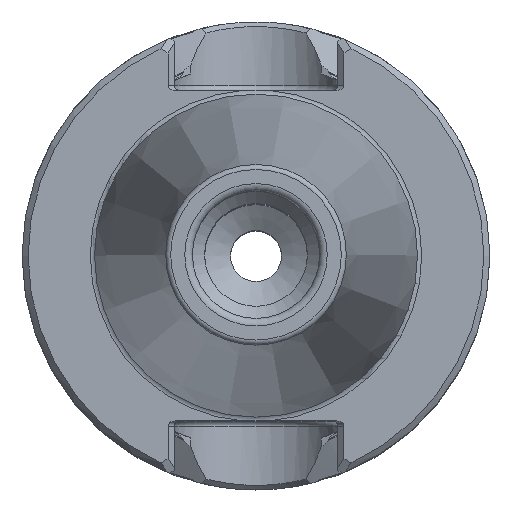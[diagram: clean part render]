
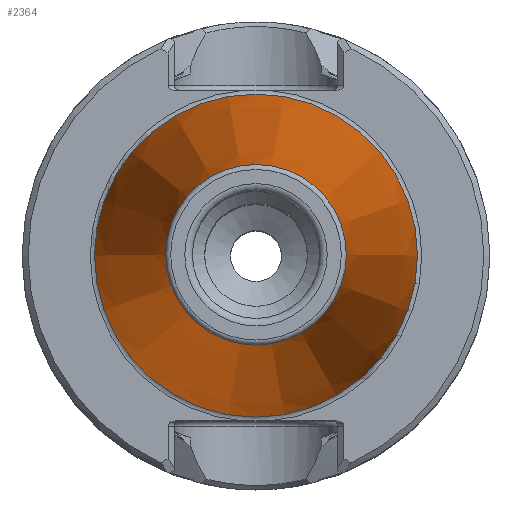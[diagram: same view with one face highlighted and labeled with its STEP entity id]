
A CAD part, top view. The second image highlights one B-rep face of the part: STEP entity #2364.
In plain terms, the highlighted conical face has half-angle 8.297 degrees and reference radius 8.879 mm.
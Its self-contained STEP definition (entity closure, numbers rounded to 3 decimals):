
#255=CONICAL_SURFACE('',#2523,8.879,0.145);
#371=ORIENTED_EDGE('',*,*,#784,.T.);
#372=ORIENTED_EDGE('',*,*,#783,.F.);
#783=EDGE_CURVE('',#1007,#1007,#1171,.T.);
#784=EDGE_CURVE('',#1008,#1008,#1172,.T.);
#1007=VERTEX_POINT('',#3249);
#1008=VERTEX_POINT('',#3252);
#1171=CIRCLE('',#2522,8.879);
#1172=CIRCLE('',#2524,15.876);
#1289=EDGE_LOOP('',(#371));
#1290=EDGE_LOOP('',(#372));
#1455=FACE_BOUND('',#1289,.T.);
#1456=FACE_BOUND('',#1290,.T.);
#2364=ADVANCED_FACE('',(#1455,#1456),#255,.T.);
#2522=AXIS2_PLACEMENT_3D('',#3248,#2811,#2812);
#2523=AXIS2_PLACEMENT_3D('',#3250,#2813,#2814);
#2524=AXIS2_PLACEMENT_3D('',#3251,#2815,#2816);
#2811=DIRECTION('',(0.,0.,1.));
#2812=DIRECTION('',(1.,0.,0.));
#2813=DIRECTION('',(0.,0.,-1.));
#2814=DIRECTION('',(-1.,0.,0.));
#2815=DIRECTION('',(0.,0.,1.));
#2816=DIRECTION('',(1.,0.,0.));
#3248=CARTESIAN_POINT('',(0.,0.,47.972));
#3249=CARTESIAN_POINT('',(8.879,0.,47.972));
#3250=CARTESIAN_POINT('',(0.,0.,47.972));
#3251=CARTESIAN_POINT('',(0.,0.,-0.009));
#3252=CARTESIAN_POINT('',(15.876,0.,-0.009));
